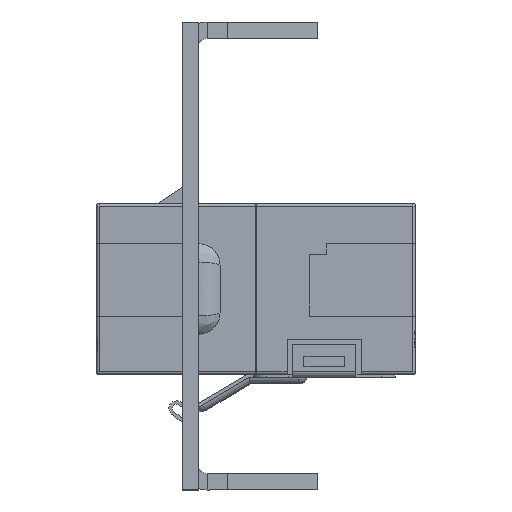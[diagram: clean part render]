
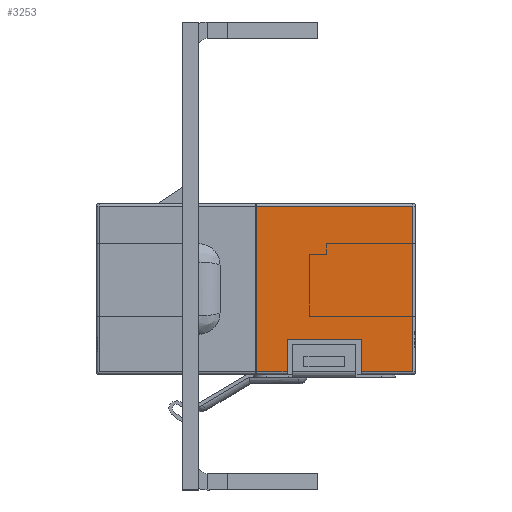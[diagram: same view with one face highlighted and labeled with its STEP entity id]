
A CAD part, left-side view. The second image highlights one B-rep face of the part: STEP entity #3253.
In plain terms, the highlighted face is planar.
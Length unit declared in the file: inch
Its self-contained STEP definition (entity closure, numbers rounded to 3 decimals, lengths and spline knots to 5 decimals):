
#414 = ORIENTED_EDGE ( 'NONE', *, *, #9469, .T. ) ;
#676 = VECTOR ( 'NONE', #28211, 39.37008 ) ;
#1868 = VERTEX_POINT ( 'NONE', #26358 ) ;
#1905 = DIRECTION ( 'NONE',  ( 0., 0., -1. ) ) ;
#2536 = DIRECTION ( 'NONE',  ( 0., 1., 0. ) ) ;
#3253 = ADVANCED_FACE ( 'NONE', ( #11445 ), #32530, .F. ) ;
#3817 = EDGE_CURVE ( 'NONE', #13216, #5168, #41515, .T. ) ;
#5136 = CARTESIAN_POINT ( 'NONE',  ( 0.2874, 0.59055, 0.30512 ) ) ;
#5168 = VERTEX_POINT ( 'NONE', #43098 ) ;
#8161 = DIRECTION ( 'NONE',  ( 0., 0., -1. ) ) ;
#8224 = VECTOR ( 'NONE', #12906, 39.37008 ) ;
#8335 = CARTESIAN_POINT ( 'NONE',  ( 0.2874, -0.38924, 0.18701 ) ) ;
#9059 = EDGE_CURVE ( 'NONE', #17054, #1868, #27617, .T. ) ;
#9469 = EDGE_CURVE ( 'NONE', #15514, #17054, #11251, .T. ) ;
#9474 = CARTESIAN_POINT ( 'NONE',  ( 0.2874, -0.11487, 0.31693 ) ) ;
#9512 = AXIS2_PLACEMENT_3D ( 'NONE', #15953, #29173, #25766 ) ;
#11251 = LINE ( 'NONE', #5136, #26006 ) ;
#11386 = VECTOR ( 'NONE', #25017, 39.37008 ) ;
#11445 = FACE_OUTER_BOUND ( 'NONE', #42505, .T. ) ;
#12108 = EDGE_CURVE ( 'NONE', #15514, #33591, #14237, .T. ) ;
#12867 = CARTESIAN_POINT ( 'NONE',  ( 0.2874, -0.00197, 0.31693 ) ) ;
#12906 = DIRECTION ( 'NONE',  ( 0., 0., 1. ) ) ;
#13216 = VERTEX_POINT ( 'NONE', #18190 ) ;
#14237 = LINE ( 'NONE', #14875, #38949 ) ;
#14875 = CARTESIAN_POINT ( 'NONE',  ( 0.2874, -0.38924, 0.31693 ) ) ;
#15192 = CARTESIAN_POINT ( 'NONE',  ( 0.2874, 0.59055, -0.30512 ) ) ;
#15514 = VERTEX_POINT ( 'NONE', #41487 ) ;
#15953 = CARTESIAN_POINT ( 'NONE',  ( 0.2874, 0.59055, -0.31693 ) ) ;
#17054 = VERTEX_POINT ( 'NONE', #17802 ) ;
#17172 = VERTEX_POINT ( 'NONE', #41793 ) ;
#17277 = LINE ( 'NONE', #9474, #8224 ) ;
#17802 = CARTESIAN_POINT ( 'NONE',  ( 0.2874, -0.57874, 0.30512 ) ) ;
#18190 = CARTESIAN_POINT ( 'NONE',  ( 0.2874, -0.00197, 0.30512 ) ) ;
#20861 = EDGE_CURVE ( 'NONE', #33591, #17172, #37289, .T. ) ;
#21451 = CARTESIAN_POINT ( 'NONE',  ( 0.2874, -0.57874, -0.31693 ) ) ;
#21784 = EDGE_CURVE ( 'NONE', #17172, #32570, #17277, .T. ) ;
#22467 = EDGE_CURVE ( 'NONE', #13216, #32570, #31415, .T. ) ;
#23959 = LINE ( 'NONE', #15192, #30788 ) ;
#24355 = ORIENTED_EDGE ( 'NONE', *, *, #12108, .F. ) ;
#25017 = DIRECTION ( 'NONE',  ( 0., -1., 0. ) ) ;
#25766 = DIRECTION ( 'NONE',  ( 0., 0., 1. ) ) ;
#26006 = VECTOR ( 'NONE', #42192, 39.37008 ) ;
#26145 = CARTESIAN_POINT ( 'NONE',  ( 0.2874, -0.38924, 0.18701 ) ) ;
#26358 = CARTESIAN_POINT ( 'NONE',  ( 0.2874, -0.57874, -0.30512 ) ) ;
#26726 = CARTESIAN_POINT ( 'NONE',  ( 0.2874, -0.11487, 0.30512 ) ) ;
#27617 = LINE ( 'NONE', #21451, #676 ) ;
#28211 = DIRECTION ( 'NONE',  ( 0., 0., -1. ) ) ;
#28624 = ORIENTED_EDGE ( 'NONE', *, *, #21784, .F. ) ;
#29173 = DIRECTION ( 'NONE',  ( -1., 0., 0. ) ) ;
#29303 = ORIENTED_EDGE ( 'NONE', *, *, #22467, .T. ) ;
#30788 = VECTOR ( 'NONE', #38691, 39.37008 ) ;
#30835 = ORIENTED_EDGE ( 'NONE', *, *, #9059, .T. ) ;
#31415 = LINE ( 'NONE', #41859, #11386 ) ;
#31432 = VECTOR ( 'NONE', #1905, 39.37008 ) ;
#32530 = PLANE ( 'NONE',  #9512 ) ;
#32570 = VERTEX_POINT ( 'NONE', #26726 ) ;
#33591 = VERTEX_POINT ( 'NONE', #8335 ) ;
#34059 = ORIENTED_EDGE ( 'NONE', *, *, #37300, .T. ) ;
#34951 = ORIENTED_EDGE ( 'NONE', *, *, #20861, .F. ) ;
#36151 = ORIENTED_EDGE ( 'NONE', *, *, #3817, .F. ) ;
#37289 = LINE ( 'NONE', #26145, #38338 ) ;
#37300 = EDGE_CURVE ( 'NONE', #1868, #5168, #23959, .T. ) ;
#38338 = VECTOR ( 'NONE', #2536, 39.37008 ) ;
#38691 = DIRECTION ( 'NONE',  ( 0., 1., 0. ) ) ;
#38949 = VECTOR ( 'NONE', #8161, 39.37008 ) ;
#41487 = CARTESIAN_POINT ( 'NONE',  ( 0.2874, -0.38924, 0.30512 ) ) ;
#41515 = LINE ( 'NONE', #12867, #31432 ) ;
#41793 = CARTESIAN_POINT ( 'NONE',  ( 0.2874, -0.11487, 0.18701 ) ) ;
#41859 = CARTESIAN_POINT ( 'NONE',  ( 0.2874, 0.59055, 0.30512 ) ) ;
#42192 = DIRECTION ( 'NONE',  ( 0., -1., 0. ) ) ;
#42505 = EDGE_LOOP ( 'NONE', ( #36151, #29303, #28624, #34951, #24355, #414, #30835, #34059 ) ) ;
#43098 = CARTESIAN_POINT ( 'NONE',  ( 0.2874, -0.00197, -0.30512 ) ) ;
